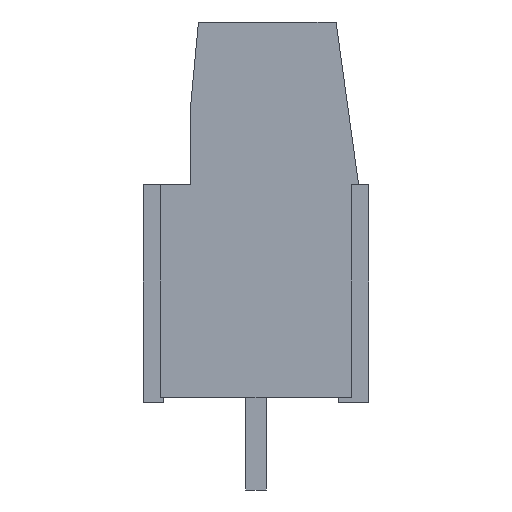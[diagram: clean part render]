
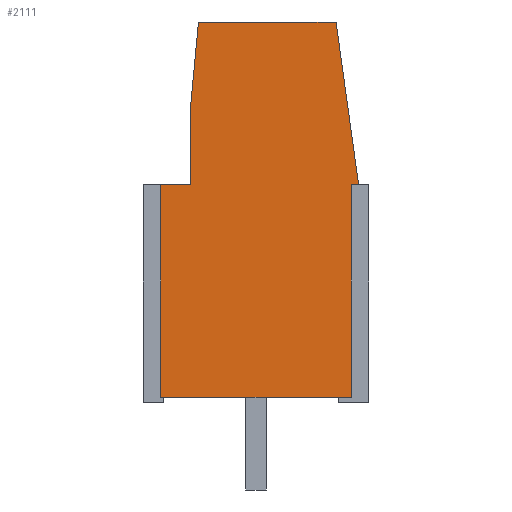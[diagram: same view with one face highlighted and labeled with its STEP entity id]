
A CAD part, left-side view. The second image highlights one B-rep face of the part: STEP entity #2111.
In plain terms, the highlighted planar face has unit normal (-1, 0, 0).
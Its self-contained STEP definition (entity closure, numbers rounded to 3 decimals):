
#72=DIRECTION('',(0.,1.,0.));
#73=VECTOR('',#72,0.3);
#74=CARTESIAN_POINT('',(-7.62,-3.65,-6.5));
#75=LINE('',#74,#73);
#76=DIRECTION('',(0.,0.,1.));
#77=VECTOR('',#76,8.5);
#78=CARTESIAN_POINT('',(-7.62,-3.35,-15.));
#79=LINE('',#78,#77);
#80=DIRECTION('',(0.,1.,0.));
#81=VECTOR('',#80,7.6);
#82=CARTESIAN_POINT('',(-7.62,-3.35,-15.));
#83=LINE('',#82,#81);
#84=DIRECTION('',(0.,0.,1.));
#85=VECTOR('',#84,8.5);
#86=CARTESIAN_POINT('',(-7.62,4.25,-15.));
#87=LINE('',#86,#85);
#88=DIRECTION('',(0.,-1.,0.));
#89=VECTOR('',#88,1.2);
#90=CARTESIAN_POINT('',(-7.62,4.25,-6.5));
#91=LINE('',#90,#89);
#92=DIRECTION('',(0.,0.,1.));
#93=VECTOR('',#92,3.3);
#94=CARTESIAN_POINT('',(-7.62,3.05,-6.5));
#95=LINE('',#94,#93);
#96=DIRECTION('',(0.,-0.093,0.996));
#97=VECTOR('',#96,3.214);
#98=CARTESIAN_POINT('',(-7.62,3.05,-3.2));
#99=LINE('',#98,#97);
#100=DIRECTION('',(0.,-1.,0.));
#101=VECTOR('',#100,5.5);
#102=CARTESIAN_POINT('',(-7.62,2.75,0.));
#103=LINE('',#102,#101);
#104=DIRECTION('',(0.,-0.137,-0.991));
#105=VECTOR('',#104,6.562);
#106=CARTESIAN_POINT('',(-7.62,-2.75,0.));
#107=LINE('',#106,#105);
#1632=CARTESIAN_POINT('',(-7.62,3.05,-6.5));
#1633=CARTESIAN_POINT('',(-7.62,3.05,-3.2));
#1634=VERTEX_POINT('',#1632);
#1635=VERTEX_POINT('',#1633);
#1636=CARTESIAN_POINT('',(-7.62,2.75,0.));
#1637=VERTEX_POINT('',#1636);
#1638=CARTESIAN_POINT('',(-7.62,-2.75,0.));
#1639=VERTEX_POINT('',#1638);
#1670=CARTESIAN_POINT('',(-7.62,-3.65,-6.5));
#1671=CARTESIAN_POINT('',(-7.62,-3.35,-6.5));
#1672=VERTEX_POINT('',#1670);
#1673=VERTEX_POINT('',#1671);
#1682=CARTESIAN_POINT('',(-7.62,-3.35,-15.));
#1683=CARTESIAN_POINT('',(-7.62,4.25,-15.));
#1684=VERTEX_POINT('',#1682);
#1685=VERTEX_POINT('',#1683);
#1686=CARTESIAN_POINT('',(-7.62,4.25,-6.5));
#1687=VERTEX_POINT('',#1686);
#2086=CARTESIAN_POINT('',(-7.62,0.,0.));
#2087=DIRECTION('',(1.,0.,0.));
#2088=DIRECTION('',(0.,0.,-1.));
#2089=AXIS2_PLACEMENT_3D('',#2086,#2087,#2088);
#2090=PLANE('',#2089);
#2092=ORIENTED_EDGE('',*,*,#2091,.T.);
#2094=ORIENTED_EDGE('',*,*,#2093,.F.);
#2096=ORIENTED_EDGE('',*,*,#2095,.T.);
#2098=ORIENTED_EDGE('',*,*,#2097,.T.);
#2100=ORIENTED_EDGE('',*,*,#2099,.T.);
#2102=ORIENTED_EDGE('',*,*,#2101,.T.);
#2104=ORIENTED_EDGE('',*,*,#2103,.T.);
#2106=ORIENTED_EDGE('',*,*,#2105,.T.);
#2108=ORIENTED_EDGE('',*,*,#2107,.T.);
#2109=EDGE_LOOP('',(#2092,#2094,#2096,#2098,#2100,#2102,#2104,#2106,#2108));
#2110=FACE_OUTER_BOUND('',#2109,.F.);
#2111=ADVANCED_FACE('',(#2110),#2090,.F.);
#2091=EDGE_CURVE('',#1672,#1673,#75,.T.);
#2093=EDGE_CURVE('',#1684,#1673,#79,.T.);
#2095=EDGE_CURVE('',#1684,#1685,#83,.T.);
#2097=EDGE_CURVE('',#1685,#1687,#87,.T.);
#2099=EDGE_CURVE('',#1687,#1634,#91,.T.);
#2101=EDGE_CURVE('',#1634,#1635,#95,.T.);
#2103=EDGE_CURVE('',#1635,#1637,#99,.T.);
#2105=EDGE_CURVE('',#1637,#1639,#103,.T.);
#2107=EDGE_CURVE('',#1639,#1672,#107,.T.);
